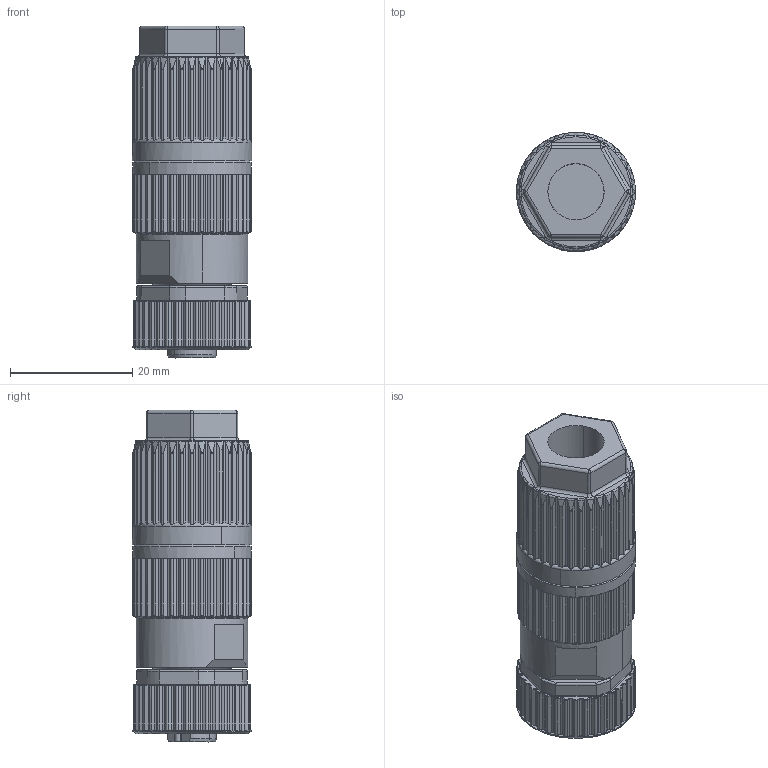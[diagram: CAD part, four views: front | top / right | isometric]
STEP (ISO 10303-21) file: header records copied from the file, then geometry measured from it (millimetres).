
FILE_DESCRIPTION(('CATIA V5 STEP Exchange','CAx-IF Rec.Pracs.--- Model Styling and Organization---1.4--- 2014-01-23'),'2;1');
FILE_NAME ('024228-1_0', '2021-01-11T13:15:41+00:00', ('none'), ('Weidmueller'), 'CATIA Version 5-6 Release 2016 SP3 HF44', 'CATIA V5 STEP AP214', 'none');
FILE_SCHEMA(('AUTOMOTIVE_DESIGN { 1 0 10303 214 1 1 1 1 }'));
Length unit declared in the file: millimetre
Products named in the file (1): 1864740000
Bounding box: 19.5 x 19.5 x 54.35 mm (x, y, z)
Volume: 12486.5 mm3; surface area: 6245.9 mm2
Topology: 2 solids, 3 shells, 946 faces, 3027 edges, 2092 vertices
Faces by surface type: cylinder 368, plane 358, bspline 153, cone 67
Entity records: 37192 total; most frequent: CARTESIAN_POINT 13997, ORIENTED_EDGE 6042, DIRECTION 3180, EDGE_CURVE 3021, VERTEX_POINT 2092, AXIS2_PLACEMENT_3D 1344, B_SPLINE_CURVE_WITH_KNOTS 1153, VECTOR 1048
